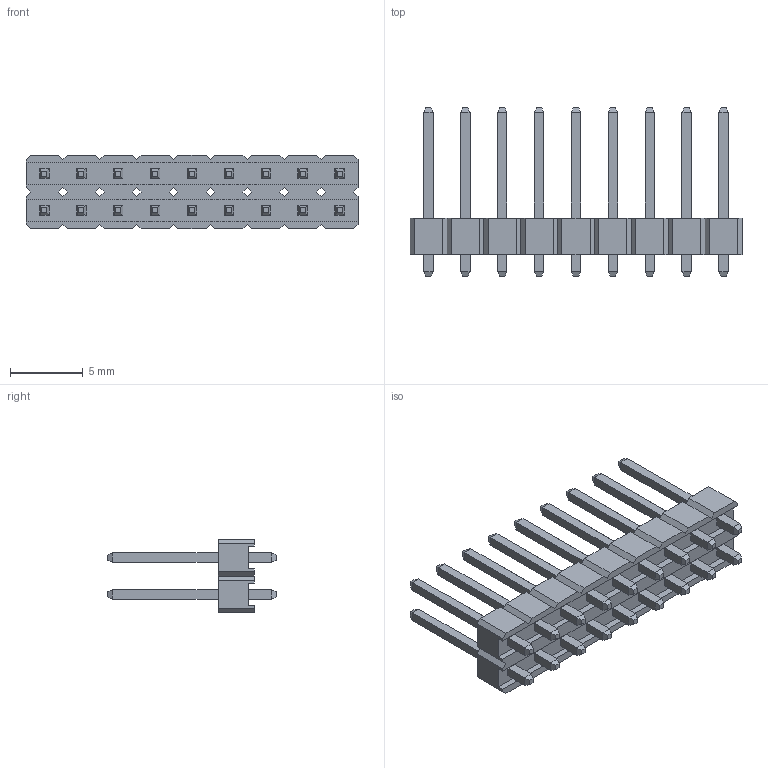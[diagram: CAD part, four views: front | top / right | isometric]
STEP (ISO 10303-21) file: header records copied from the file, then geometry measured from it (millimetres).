
FILE_DESCRIPTION (( 'STEP AP214' ), '1' );
FILE_NAME ('0_9_WAY12071725138397.step', '2006-12-07T22:25:18', ( 'SysAdmin' ), ( 'SolidWorks' ), 'SwSTEP 2.0', 'SolidWorks 2007', '' );
FILE_SCHEMA (( 'AUTOMOTIVE_DESIGN' ));
Length unit declared in the file: millimetre
Products named in the file (1): 0_9_WAY12071725138397
Bounding box: 22.86 x 11.6 x 5.08 mm (x, y, z)
Volume: 321.9 mm3; surface area: 877.5 mm2
Topology: 1 solids, 1 shells, 428 faces, 1026 edges, 636 vertices
Faces by surface type: plane 428
Entity records: 13157 total; most frequent: CARTESIAN_POINT 2091, ORIENTED_EDGE 2052, DIRECTION 1884, EDGE_CURVE 1026, LINE 1026, VECTOR 1026, VERTEX_POINT 636, EDGE_LOOP 480
